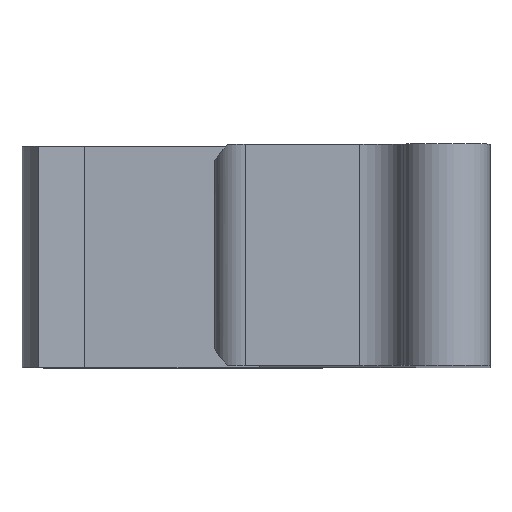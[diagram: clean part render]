
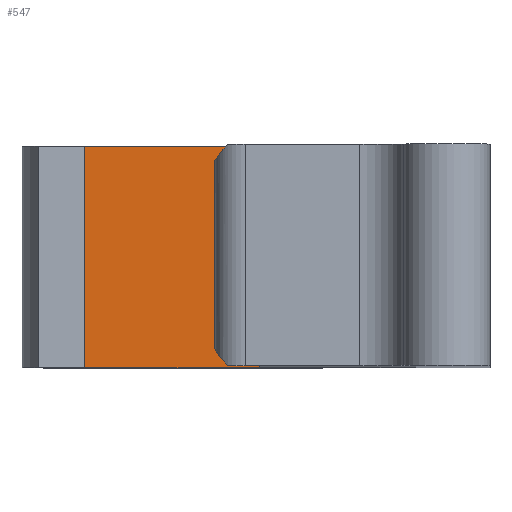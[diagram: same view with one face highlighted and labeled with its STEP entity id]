
A CAD part, top view. The second image highlights one B-rep face of the part: STEP entity #547.
In plain terms, the highlighted planar face has unit normal (0, 0, 1).
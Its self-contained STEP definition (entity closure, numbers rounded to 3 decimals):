
#69=FACE_OUTER_BOUND('',#99,.T.);
#99=EDGE_LOOP('',(#489,#490,#491,#492));
#123=LINE('',#837,#179);
#135=LINE('',#874,#191);
#156=LINE('',#925,#212);
#157=LINE('',#927,#213);
#179=VECTOR('',#671,10.);
#191=VECTOR('',#703,10.);
#212=VECTOR('',#762,10.);
#213=VECTOR('',#765,10.);
#243=VERTEX_POINT('',#834);
#244=VERTEX_POINT('',#836);
#258=VERTEX_POINT('',#871);
#259=VERTEX_POINT('',#873);
#301=EDGE_CURVE('',#243,#244,#123,.T.);
#320=EDGE_CURVE('',#258,#259,#135,.T.);
#346=EDGE_CURVE('',#243,#259,#156,.T.);
#347=EDGE_CURVE('',#244,#258,#157,.T.);
#489=ORIENTED_EDGE('',*,*,#301,.F.);
#490=ORIENTED_EDGE('',*,*,#346,.T.);
#491=ORIENTED_EDGE('',*,*,#320,.F.);
#492=ORIENTED_EDGE('',*,*,#347,.F.);
#519=PLANE('',#611);
#547=ADVANCED_FACE('',(#69),#519,.T.);
#611=AXIS2_PLACEMENT_3D('',#926,#763,#764);
#671=DIRECTION('',(1.,0.,0.));
#703=DIRECTION('',(-1.,0.,0.));
#762=DIRECTION('',(0.,-1.,0.));
#763=DIRECTION('center_axis',(0.,0.,1.));
#764=DIRECTION('ref_axis',(-1.,0.,0.));
#765=DIRECTION('',(0.,-1.,0.));
#834=CARTESIAN_POINT('',(-11.094,0.,2.5));
#836=CARTESIAN_POINT('',(-1.036,0.,2.5));
#837=CARTESIAN_POINT('',(-13.775,0.,2.5));
#871=CARTESIAN_POINT('',(-1.036,-12.75,2.5));
#873=CARTESIAN_POINT('',(-11.094,-12.75,2.5));
#874=CARTESIAN_POINT('',(-13.775,-12.75,2.5));
#925=CARTESIAN_POINT('',(-11.094,0.,2.5));
#926=CARTESIAN_POINT('Origin',(-1.036,0.,2.5));
#927=CARTESIAN_POINT('',(-1.036,0.,2.5));
